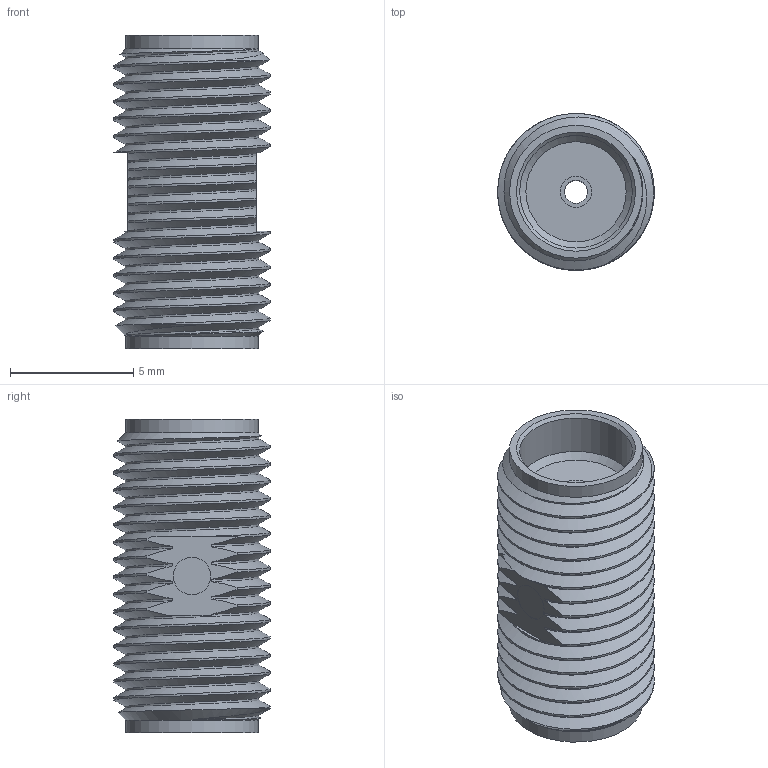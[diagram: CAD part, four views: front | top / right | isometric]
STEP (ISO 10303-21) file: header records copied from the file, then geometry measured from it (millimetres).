
FILE_DESCRIPTION (( 'STEP AP203' ), '1' );
FILE_NAME ('PE9070 ¦ FMAD1185.step', '2020-01-09T21:38:20', ( '' ), ( '' ), 'SwSTEP 2.0', 'SolidWorks 2018', '' );
FILE_SCHEMA (( 'CONFIG_CONTROL_DESIGN' ));
Length unit declared in the file: inch
Products named in the file (1): PE9070 ｦ FMAD1185
Bounding box: 6.35 x 6.35 x 12.7 mm (x, y, z)
Volume: 265 mm3; surface area: 571.5 mm2
Topology: 2 solids, 2 shells, 69 faces, 180 edges, 119 vertices
Faces by surface type: bspline 30, cylinder 19, plane 14, cone 6
Full cylindrical faces by diameter (mm): 0.94 x1, 1.27 x2, 1.524 x2, 4.572 x2, 5.385 x2
Entity records: 17791 total; most frequent: CARTESIAN_POINT 16477, ORIENTED_EDGE 320, EDGE_CURVE 160, DIRECTION 155, VERTEX_POINT 114, EDGE_LOOP 92, FACE_OUTER_BOUND 78, ADVANCED_FACE 69
